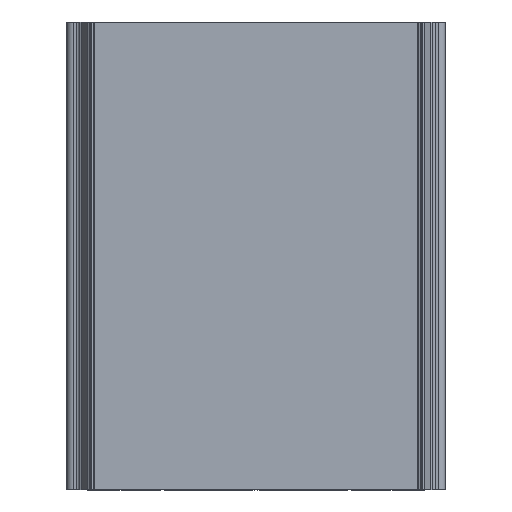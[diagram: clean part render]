
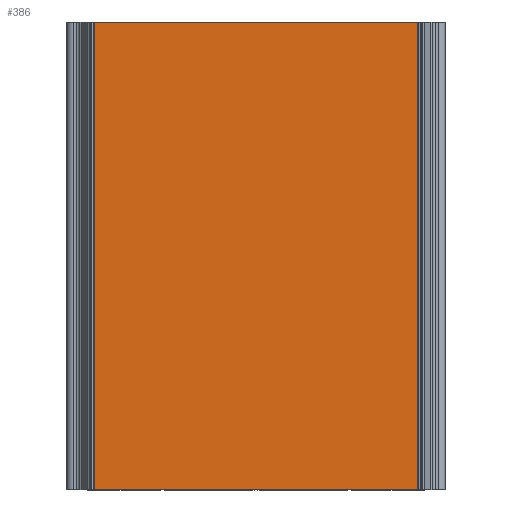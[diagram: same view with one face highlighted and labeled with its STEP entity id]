
A CAD part, top view. The second image highlights one B-rep face of the part: STEP entity #386.
In plain terms, the highlighted planar face has unit normal (0, 0, 1).
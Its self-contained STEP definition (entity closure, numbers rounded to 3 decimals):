
#386 = ADVANCED_FACE( '', ( #782 ), #783, .F. );
#782 = FACE_OUTER_BOUND( '', #1185, .T. );
#783 = PLANE( '', #1186 );
#1185 = EDGE_LOOP( '', ( #2409, #2410, #2411, #2412 ) );
#1186 = AXIS2_PLACEMENT_3D( '', #2413, #2414, #2415 );
#2409 = ORIENTED_EDGE( '', *, *, #2953, .T. );
#2410 = ORIENTED_EDGE( '', *, *, #2839, .F. );
#2411 = ORIENTED_EDGE( '', *, *, #2727, .F. );
#2412 = ORIENTED_EDGE( '', *, *, #3017, .T. );
#2413 = CARTESIAN_POINT( '', ( 36.511, 100., -16.062 ) );
#2414 = DIRECTION( '', ( 0., 0., -1. ) );
#2415 = DIRECTION( '', ( 0., 1., 0. ) );
#2727 = EDGE_CURVE( '', #3385, #3387, #3388, .T. );
#2839 = EDGE_CURVE( '', #3387, #3564, #3566, .T. );
#2953 = EDGE_CURVE( '', #3725, #3564, #3726, .T. );
#3017 = EDGE_CURVE( '', #3385, #3725, #3799, .T. );
#3385 = VERTEX_POINT( '', #4262 );
#3387 = VERTEX_POINT( '', #4264 );
#3388 = LINE( '', #4265, #4266 );
#3564 = VERTEX_POINT( '', #4500 );
#3566 = LINE( '', #4502, #4503 );
#3725 = VERTEX_POINT( '', #4723 );
#3726 = LINE( '', #4724, #4725 );
#3799 = LINE( '', #4827, #4828 );
#4262 = CARTESIAN_POINT( '', ( -36.511, 100., -16.062 ) );
#4264 = CARTESIAN_POINT( '', ( 36.511, 100., -16.062 ) );
#4265 = CARTESIAN_POINT( '', ( 36.511, 100., -16.062 ) );
#4266 = VECTOR( '', #5149, 1000. );
#4500 = CARTESIAN_POINT( '', ( 36.511, 0., -16.062 ) );
#4502 = CARTESIAN_POINT( '', ( 36.511, 100., -16.062 ) );
#4503 = VECTOR( '', #5325, 1000. );
#4723 = CARTESIAN_POINT( '', ( -36.511, 0., -16.062 ) );
#4724 = CARTESIAN_POINT( '', ( 36.511, 0., -16.062 ) );
#4725 = VECTOR( '', #5474, 1000. );
#4827 = CARTESIAN_POINT( '', ( -36.511, 100., -16.062 ) );
#4828 = VECTOR( '', #5534, 1000. );
#5149 = DIRECTION( '', ( 1., 0., 0. ) );
#5325 = DIRECTION( '', ( 0., -1., 0. ) );
#5474 = DIRECTION( '', ( 1., 0., 0. ) );
#5534 = DIRECTION( '', ( 0., -1., 0. ) );
